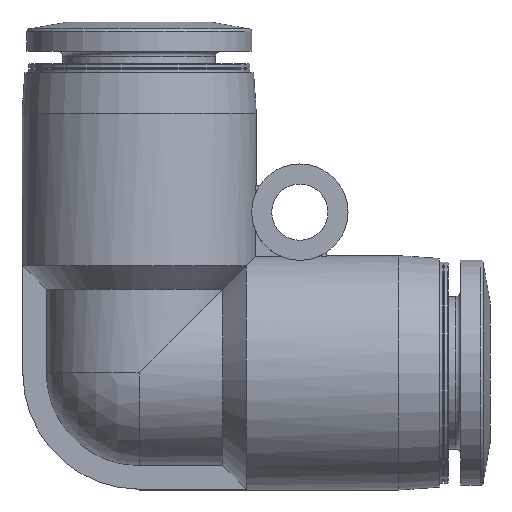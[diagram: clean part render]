
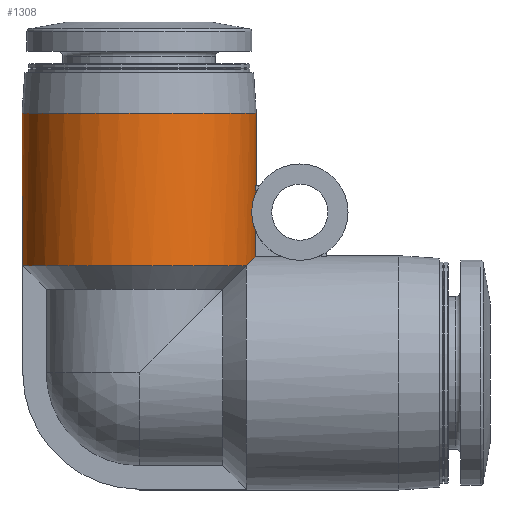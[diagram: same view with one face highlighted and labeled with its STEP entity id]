
A CAD part, left-side view. The second image highlights one B-rep face of the part: STEP entity #1308.
In plain terms, the highlighted cylindrical face has radius 8.75 mm (diameter 17.5 mm), a full revolution.
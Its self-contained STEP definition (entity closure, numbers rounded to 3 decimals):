
#66=LINE('',#1847,#88);
#67=LINE('',#1853,#89);
#68=LINE('',#1857,#90);
#69=LINE('',#1863,#91);
#70=LINE('',#1875,#92);
#71=LINE('',#1879,#93);
#88=VECTOR('',#1533,1000.);
#89=VECTOR('',#1538,1000.);
#90=VECTOR('',#1541,1000.);
#91=VECTOR('',#1546,1000.);
#92=VECTOR('',#1547,1000.);
#93=VECTOR('',#1550,1000.);
#110=B_SPLINE_CURVE_WITH_KNOTS('',3,(#1836,#1837,#1838,#1839,#1840,#1841,
#1842,#1843,#1844),.UNSPECIFIED.,.F.,.F.,(4,1,1,1,1,1,4),(0.001,
0.002,0.003,0.003,0.004,
0.004,0.005),.UNSPECIFIED.);
#111=B_SPLINE_CURVE_WITH_KNOTS('',3,(#1865,#1866,#1867,#1868,#1869,#1870,
#1871,#1872,#1873),.UNSPECIFIED.,.F.,.F.,(4,1,1,1,1,1,4),(0.007,
0.009,0.009,0.01,0.01,
0.011,0.012),.UNSPECIFIED.);
#121=ELLIPSE('',#1384,12.374,8.75);
#122=ELLIPSE('',#1388,12.374,8.75);
#128=ORIENTED_EDGE('',*,*,#342,.F.);
#129=ORIENTED_EDGE('',*,*,#343,.F.);
#130=ORIENTED_EDGE('',*,*,#344,.T.);
#131=ORIENTED_EDGE('',*,*,#345,.T.);
#132=ORIENTED_EDGE('',*,*,#346,.T.);
#133=ORIENTED_EDGE('',*,*,#347,.T.);
#134=ORIENTED_EDGE('',*,*,#348,.T.);
#135=ORIENTED_EDGE('',*,*,#349,.F.);
#136=ORIENTED_EDGE('',*,*,#350,.T.);
#137=ORIENTED_EDGE('',*,*,#351,.T.);
#138=ORIENTED_EDGE('',*,*,#352,.F.);
#139=ORIENTED_EDGE('',*,*,#353,.F.);
#140=ORIENTED_EDGE('',*,*,#354,.F.);
#141=ORIENTED_EDGE('',*,*,#355,.F.);
#142=ORIENTED_EDGE('',*,*,#356,.T.);
#342=EDGE_CURVE('',#449,#449,#532,.T.);
#343=EDGE_CURVE('',#450,#451,#110,.T.);
#344=EDGE_CURVE('',#450,#452,#66,.F.);
#345=EDGE_CURVE('',#452,#453,#121,.F.);
#346=EDGE_CURVE('',#453,#454,#533,.T.);
#347=EDGE_CURVE('',#454,#455,#67,.T.);
#348=EDGE_CURVE('',#455,#456,#534,.T.);
#349=EDGE_CURVE('',#457,#456,#68,.T.);
#350=EDGE_CURVE('',#457,#458,#535,.T.);
#351=EDGE_CURVE('',#458,#459,#122,.F.);
#352=EDGE_CURVE('',#460,#459,#69,.F.);
#353=EDGE_CURVE('',#461,#460,#111,.T.);
#354=EDGE_CURVE('',#462,#461,#70,.F.);
#355=EDGE_CURVE('',#463,#462,#536,.T.);
#356=EDGE_CURVE('',#463,#451,#71,.F.);
#449=VERTEX_POINT('',#1835);
#450=VERTEX_POINT('',#1845);
#451=VERTEX_POINT('',#1846);
#452=VERTEX_POINT('',#1848);
#453=VERTEX_POINT('',#1850);
#454=VERTEX_POINT('',#1852);
#455=VERTEX_POINT('',#1854);
#456=VERTEX_POINT('',#1856);
#457=VERTEX_POINT('',#1858);
#458=VERTEX_POINT('',#1860);
#459=VERTEX_POINT('',#1862);
#460=VERTEX_POINT('',#1864);
#461=VERTEX_POINT('',#1874);
#462=VERTEX_POINT('',#1876);
#463=VERTEX_POINT('',#1878);
#532=CIRCLE('',#1383,8.75);
#533=CIRCLE('',#1385,8.75);
#534=CIRCLE('',#1386,8.75);
#535=CIRCLE('',#1387,8.75);
#536=CIRCLE('',#1389,8.75);
#602=EDGE_LOOP('',(#128));
#603=EDGE_LOOP('',(#129,#130,#131,#132,#133,#134,#135,#136,#137,#138,#139,
#140,#141,#142));
#713=FACE_BOUND('',#602,.T.);
#714=FACE_BOUND('',#603,.T.);
#823=CYLINDRICAL_SURFACE('',#1382,8.75);
#1308=ADVANCED_FACE('',(#713,#714),#823,.T.);
#1382=AXIS2_PLACEMENT_3D('',#1833,#1529,#1530);
#1383=AXIS2_PLACEMENT_3D('',#1834,#1531,#1532);
#1384=AXIS2_PLACEMENT_3D('',#1849,#1534,#1535);
#1385=AXIS2_PLACEMENT_3D('',#1851,#1536,#1537);
#1386=AXIS2_PLACEMENT_3D('',#1855,#1539,#1540);
#1387=AXIS2_PLACEMENT_3D('',#1859,#1542,#1543);
#1388=AXIS2_PLACEMENT_3D('',#1861,#1544,#1545);
#1389=AXIS2_PLACEMENT_3D('',#1877,#1548,#1549);
#1529=DIRECTION('',(0.,0.,1.));
#1530=DIRECTION('',(0.,-1.,0.));
#1531=DIRECTION('',(0.,0.,1.));
#1532=DIRECTION('',(0.,-1.,0.));
#1533=DIRECTION('',(0.,0.,1.));
#1534=DIRECTION('',(0.,-0.707,-0.707));
#1535=DIRECTION('',(0.,-0.707,0.707));
#1536=DIRECTION('',(0.,0.,1.));
#1537=DIRECTION('',(0.,-1.,0.));
#1538=DIRECTION('',(0.,0.,-1.));
#1539=DIRECTION('',(0.,0.,1.));
#1540=DIRECTION('',(0.,-1.,0.));
#1541=DIRECTION('',(0.,0.,-1.));
#1542=DIRECTION('',(0.,0.,1.));
#1543=DIRECTION('',(0.,-1.,0.));
#1544=DIRECTION('',(0.,-0.707,-0.707));
#1545=DIRECTION('',(0.,-0.707,0.707));
#1546=DIRECTION('',(0.,0.,1.));
#1547=DIRECTION('',(0.,0.,1.));
#1548=DIRECTION('',(0.,0.,-1.));
#1549=DIRECTION('',(-1.,0.,0.));
#1550=DIRECTION('',(0.,0.,1.));
#1833=CARTESIAN_POINT('',(0.,0.,26.2));
#1834=CARTESIAN_POINT('',(0.,0.,19.4));
#1835=CARTESIAN_POINT('',(0.,-8.75,19.4));
#1836=CARTESIAN_POINT('',(1.,-8.693,10.578));
#1837=CARTESIAN_POINT('',(1.353,-8.652,10.673));
#1838=CARTESIAN_POINT('',(1.861,-8.558,10.896));
#1839=CARTESIAN_POINT('',(2.348,-8.431,11.45));
#1840=CARTESIAN_POINT('',(2.501,-8.385,12.));
#1841=CARTESIAN_POINT('',(2.348,-8.431,12.55));
#1842=CARTESIAN_POINT('',(1.862,-8.558,13.104));
#1843=CARTESIAN_POINT('',(1.35,-8.652,13.328));
#1844=CARTESIAN_POINT('',(1.,-8.693,13.422));
#1845=CARTESIAN_POINT('',(1.,-8.693,10.578));
#1846=CARTESIAN_POINT('',(1.,-8.693,13.422));
#1847=CARTESIAN_POINT('',(1.,-8.693,26.2));
#1848=CARTESIAN_POINT('',(1.,-8.693,8.693));
#1849=CARTESIAN_POINT('',(0.,0.,0.));
#1850=CARTESIAN_POINT('',(3.544,-8.,8.));
#1851=CARTESIAN_POINT('',(0.,0.,8.));
#1852=CARTESIAN_POINT('',(1.,8.693,8.));
#1853=CARTESIAN_POINT('',(1.,8.693,8.));
#1854=CARTESIAN_POINT('',(1.,8.693,0.));
#1855=CARTESIAN_POINT('',(0.,0.,0.));
#1856=CARTESIAN_POINT('',(-1.,8.693,0.));
#1857=CARTESIAN_POINT('',(-1.,8.693,8.));
#1858=CARTESIAN_POINT('',(-1.,8.693,8.));
#1859=CARTESIAN_POINT('',(0.,0.,8.));
#1860=CARTESIAN_POINT('',(-3.544,-8.,8.));
#1861=CARTESIAN_POINT('',(0.,0.,0.));
#1862=CARTESIAN_POINT('',(-1.,-8.693,8.693));
#1863=CARTESIAN_POINT('',(-1.,-8.693,26.2));
#1864=CARTESIAN_POINT('',(-1.,-8.693,10.578));
#1865=CARTESIAN_POINT('',(-1.,-8.693,13.422));
#1866=CARTESIAN_POINT('',(-1.353,-8.652,13.327));
#1867=CARTESIAN_POINT('',(-1.861,-8.558,13.104));
#1868=CARTESIAN_POINT('',(-2.348,-8.431,12.55));
#1869=CARTESIAN_POINT('',(-2.501,-8.385,11.999));
#1870=CARTESIAN_POINT('',(-2.348,-8.431,11.45));
#1871=CARTESIAN_POINT('',(-1.861,-8.558,10.895));
#1872=CARTESIAN_POINT('',(-1.35,-8.652,10.672));
#1873=CARTESIAN_POINT('',(-1.,-8.693,10.578));
#1874=CARTESIAN_POINT('',(-1.,-8.693,13.422));
#1875=CARTESIAN_POINT('',(-1.,-8.693,26.2));
#1876=CARTESIAN_POINT('',(-1.,-8.693,14.));
#1877=CARTESIAN_POINT('',(0.,0.,14.));
#1878=CARTESIAN_POINT('',(1.,-8.693,14.));
#1879=CARTESIAN_POINT('',(1.,-8.693,26.2));
